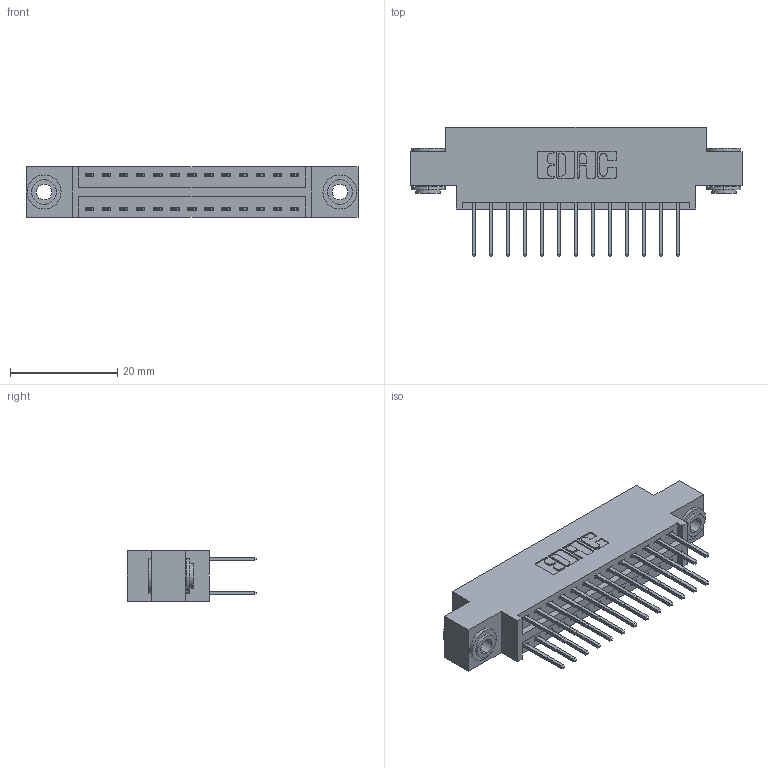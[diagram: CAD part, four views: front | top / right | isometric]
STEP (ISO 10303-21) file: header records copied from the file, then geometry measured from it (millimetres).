
FILE_DESCRIPTION (( 'STEP AP203' ), '1' );
FILE_NAME ('346-026-526-803.STEP', '2022-05-19T01:44:23', ( '' ), ( '' ), 'SwSTEP 2.0', 'SolidWorks 2020', '' );
FILE_SCHEMA (( 'CONFIG_CONTROL_DESIGN' ));
Length unit declared in the file: inch
Products named in the file (4): 345-250-002_345-250-002-102; 345-292-001_345-293-126; 346-026-526-803; 346 Part_0.170 Offset - 0.156 Dia-TH
Assembly tree (29 placements, depth 2):
  346-026-526-803
    346 Part_0.170 Offset - 0.156 Dia-TH
    345-292-001_345-293-126  x26
    345-250-002_345-250-002-102  x2
Bounding box: 61.85 x 24.13 x 9.4 mm (x, y, z)
Volume: 5695.1 mm3; surface area: 7991.7 mm2
Topology: 29 solids, 29 shells, 1530 faces, 4483 edges, 2950 vertices
Faces by surface type: plane 1014, cylinder 508, cone 8
Entity records: 13604 total; most frequent: CARTESIAN_POINT 2265, ORIENTED_EDGE 2190, DIRECTION 2077, EDGE_CURVE 1095, VECTOR 887, LINE 887, VERTEX_POINT 726, AXIS2_PLACEMENT_3D 595
